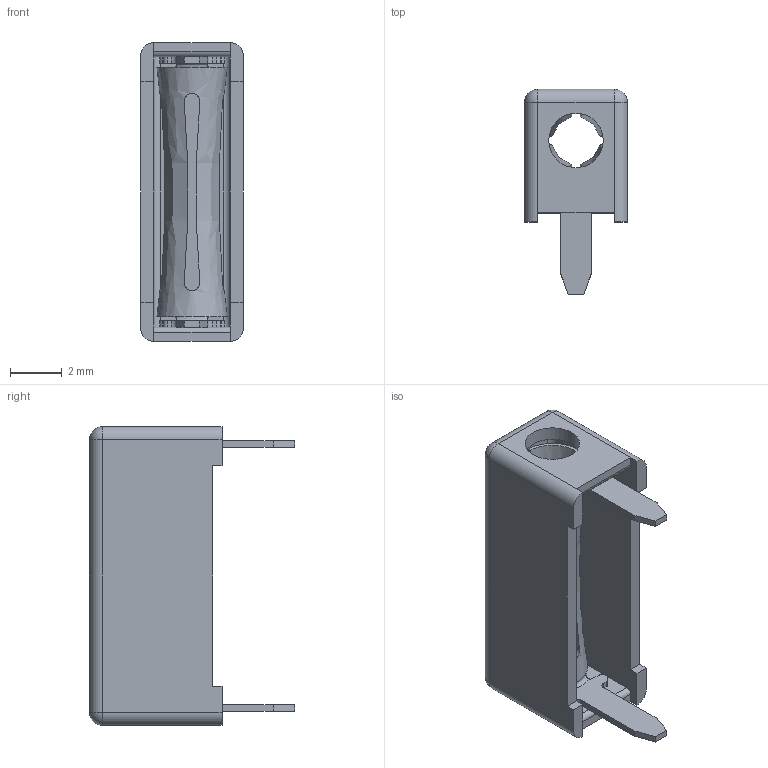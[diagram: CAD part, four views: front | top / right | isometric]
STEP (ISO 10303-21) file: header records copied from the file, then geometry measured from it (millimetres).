
FILE_DESCRIPTION((''),'2;1');
FILE_NAME('M3498-XX_ASM','2014-01-08T',('sbennett'),(''),'PRO/ENGINEER BY PARAMETRIC TECHNOLOGY CORPORATION, 2013150','PRO/ENGINEER BY PARAMETRIC TECHNOLOGY CORPORATION, 2013150','');
FILE_SCHEMA(('CONFIG_CONTROL_DESIGN'));
Length unit declared in the file: millimetre
Products named in the file (3): M3497_MOULD; M3498-XX_CONTACT; M3498-XX_ASM
Assembly tree (2 placements, depth 2):
  M3498-XX_ASM
    M3497_MOULD
    M3498-XX_CONTACT
Bounding box: 3.95 x 7.89 x 11.5 mm (x, y, z)
Volume: 89.8 mm3; surface area: 484 mm2
Topology: 2 solids, 2 shells, 144 faces, 392 edges, 252 vertices
Faces by surface type: cylinder 68, plane 60, bspline 6, sphere 4, torus 4, extrusion 2
Entity records: 7246 total; most frequent: CARTESIAN_POINT 2140, ORIENTED_EDGE 784, DIRECTION 674, PRESENTATION_STYLE_ASSIGNMENT 436, STYLED_ITEM 436, CURVE_STYLE 392, EDGE_CURVE 392, VERTEX_POINT 252
